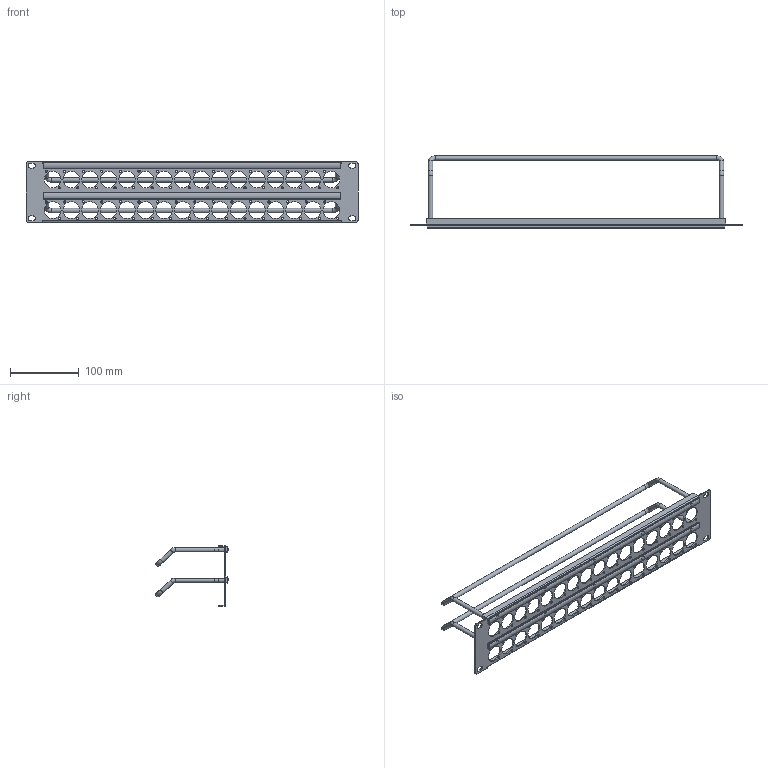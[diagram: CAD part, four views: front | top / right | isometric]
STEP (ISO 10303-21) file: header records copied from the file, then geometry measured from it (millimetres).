
FILE_DESCRIPTION(/* description */ (''),/* implementation_level */ '2;1');
FILE_NAME(/* name */ 'CP30155.stp',/* time_stamp */ '2025-09-03T08:52:13+01:00',/* author */ ('tottley'),/* organization */ (''),/* preprocessor_version */ 'ST-DEVELOPER v20',/* originating_system */ 'Autodesk Inventor 2025',/* authorisation */ '');
FILE_SCHEMA (('AUTOMOTIVE_DESIGN { 1 0 10303 214 3 1 1 }'));
Length unit declared in the file: millimetre
Products named in the file (1): Part1
Bounding box: 482.6 x 105.1 x 88.5 mm (x, y, z)
Volume: 115346.6 mm3; surface area: 127561.5 mm2
Topology: 1 solids, 13 shells, 806 faces, 2320 edges, 1535 vertices
Faces by surface type: cylinder 361, plane 231, cone 120, torus 64, bspline 30
Full cylindrical faces by diameter (mm): 2.3 x27, 2.459 x4, 2.5 x40, 2.8 x10, 3 x4, 3.2 x64, 3.5 x4, 4.4 x10, 5.2 x4, 6.35 x10, 24.2 x32
Entity records: 44965 total; most frequent: CARTESIAN_POINT 23392, ORIENTED_EDGE 4610, DIRECTION 3914, EDGE_CURVE 2305, AXIS2_PLACEMENT_3D 1555, VERTEX_POINT 1535, EDGE_LOOP 1066, STYLED_ITEM 807
